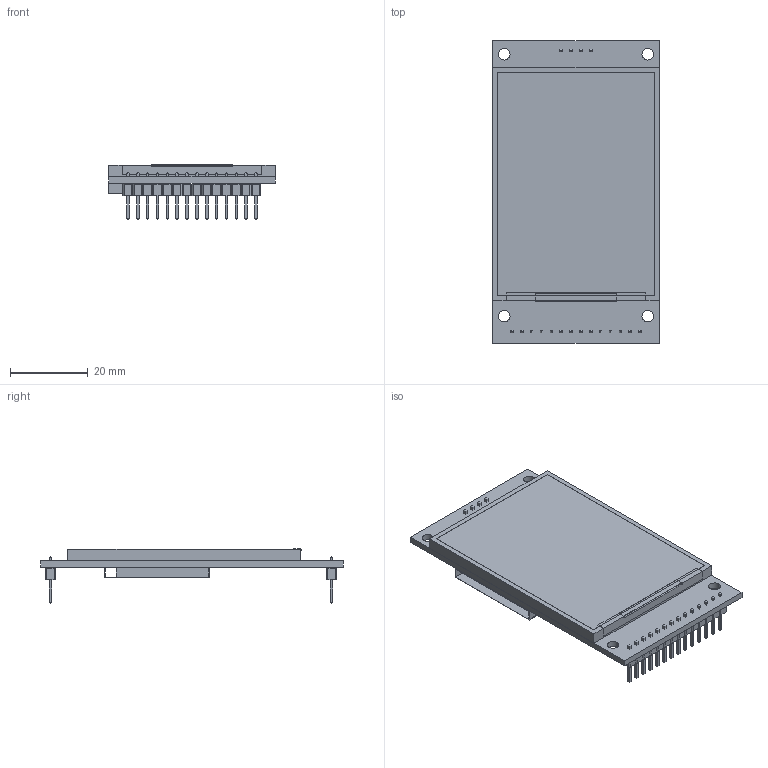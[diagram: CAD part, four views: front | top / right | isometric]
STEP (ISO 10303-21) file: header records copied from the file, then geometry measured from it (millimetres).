
FILE_DESCRIPTION (( 'STEP AP214' ), '1' );
FILE_NAME ('User Library-TFT Display 2,4inch.STEP', '2018-06-25T23:09:37', ( '' ), ( '' ), 'SwSTEP 2.0', 'SolidWorks 2018', '' );
FILE_SCHEMA (( 'AUTOMOTIVE_DESIGN' ));
Length unit declared in the file: centimetre
Products named in the file (1): User Library-TFT Display 2,4inch
Bounding box: 43 x 78 x 14 mm (x, y, z)
Volume: 13822.5 mm3; surface area: 21833.8 mm2
Topology: 53 solids, 53 shells, 660 faces, 1519 edges, 920 vertices
Faces by surface type: plane 552, cylinder 64, bspline 44
Entity records: 18881 total; most frequent: CARTESIAN_POINT 3716, ORIENTED_EDGE 2950, DIRECTION 2925, EDGE_CURVE 1475, VECTOR 1259, LINE 1259, VERTEX_POINT 920, AXIS2_PLACEMENT_3D 833
